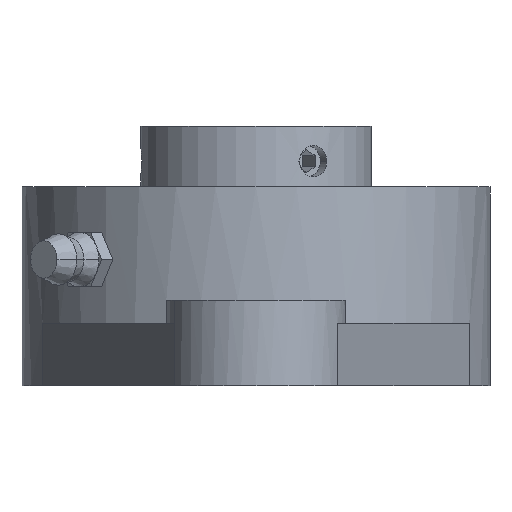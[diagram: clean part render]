
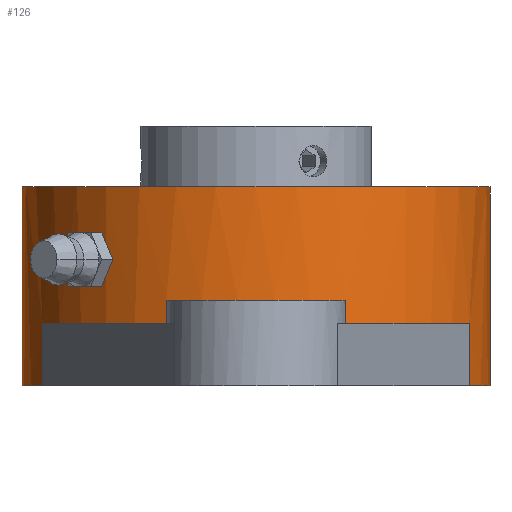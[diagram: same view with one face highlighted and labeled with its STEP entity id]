
A CAD part, left-side view. The second image highlights one B-rep face of the part: STEP entity #126.
In plain terms, the highlighted cylindrical face has radius 30 mm (diameter 60 mm), a partial arc.
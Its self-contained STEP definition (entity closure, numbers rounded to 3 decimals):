
#126 = ADVANCED_FACE( '', ( #231 ), #232, .T. );
#231 = FACE_OUTER_BOUND( '', #445, .T. );
#232 = CYLINDRICAL_SURFACE( '', #446, 30. );
#445 = EDGE_LOOP( '', ( #681, #682, #683, #684, #685, #686, #687, #688, #689, #690, #691, #692 ) );
#446 = AXIS2_PLACEMENT_3D( '', #693, #694, #695 );
#681 = ORIENTED_EDGE( '', *, *, #1466, .F. );
#682 = ORIENTED_EDGE( '', *, *, #1467, .T. );
#683 = ORIENTED_EDGE( '', *, *, #1468, .T. );
#684 = ORIENTED_EDGE( '', *, *, #1469, .T. );
#685 = ORIENTED_EDGE( '', *, *, #1470, .T. );
#686 = ORIENTED_EDGE( '', *, *, #1471, .T. );
#687 = ORIENTED_EDGE( '', *, *, #1472, .T. );
#688 = ORIENTED_EDGE( '', *, *, #1473, .T. );
#689 = ORIENTED_EDGE( '', *, *, #1474, .F. );
#690 = ORIENTED_EDGE( '', *, *, #1475, .T. );
#691 = ORIENTED_EDGE( '', *, *, #1476, .F. );
#692 = ORIENTED_EDGE( '', *, *, #1477, .F. );
#693 = CARTESIAN_POINT( '', ( 0., 0., 12.75 ) );
#694 = DIRECTION( '', ( 0., 0., -1. ) );
#695 = DIRECTION( '', ( 0., 1., 0. ) );
#1466 = EDGE_CURVE( '', #1733, #1734, #1735, .T. );
#1467 = EDGE_CURVE( '', #1733, #1736, #1737, .T. );
#1468 = EDGE_CURVE( '', #1736, #1738, #1739, .T. );
#1469 = EDGE_CURVE( '', #1738, #1740, #1741, .T. );
#1470 = EDGE_CURVE( '', #1740, #1742, #1743, .T. );
#1471 = EDGE_CURVE( '', #1742, #1744, #1745, .T. );
#1472 = EDGE_CURVE( '', #1744, #1746, #1747, .T. );
#1473 = EDGE_CURVE( '', #1746, #1748, #1749, .T. );
#1474 = EDGE_CURVE( '', #1750, #1748, #1751, .T. );
#1475 = EDGE_CURVE( '', #1750, #1752, #1753, .T. );
#1476 = EDGE_CURVE( '', #1754, #1752, #1755, .T. );
#1477 = EDGE_CURVE( '', #1734, #1754, #1756, .T. );
#1733 = VERTEX_POINT( '', #2281 );
#1734 = VERTEX_POINT( '', #2282 );
#1735 = LINE( '', #2283, #2284 );
#1736 = VERTEX_POINT( '', #2285 );
#1737 = CIRCLE( '', #2286, 30. );
#1738 = VERTEX_POINT( '', #2287 );
#1739 = LINE( '', #2288, #2289 );
#1740 = VERTEX_POINT( '', #2290 );
#1741 = CIRCLE( '', #2291, 30. );
#1742 = VERTEX_POINT( '', #2292 );
#1743 = LINE( '', #2293, #2294 );
#1744 = VERTEX_POINT( '', #2295 );
#1745 = CIRCLE( '', #2296, 30. );
#1746 = VERTEX_POINT( '', #2297 );
#1747 = LINE( '', #2298, #2299 );
#1748 = VERTEX_POINT( '', #2300 );
#1749 = CIRCLE( '', #2301, 30. );
#1750 = VERTEX_POINT( '', #2302 );
#1751 = LINE( '', #2303, #2304 );
#1752 = VERTEX_POINT( '', #2305 );
#1753 = CIRCLE( '', #2306, 30. );
#1754 = VERTEX_POINT( '', #2307 );
#1755 = LINE( '', #2308, #2309 );
#1756 = CIRCLE( '', #2310, 30. );
#2281 = CARTESIAN_POINT( '', ( 0., 30., 0. ) );
#2282 = CARTESIAN_POINT( '', ( 0., 30., 25.5 ) );
#2283 = CARTESIAN_POINT( '', ( 0., 30., 12.75 ) );
#2284 = VECTOR( '', #2949, 1. );
#2285 = CARTESIAN_POINT( '', ( -12.333, 27.348, 0. ) );
#2286 = AXIS2_PLACEMENT_3D( '', #2950, #2951, #2952 );
#2287 = CARTESIAN_POINT( '', ( -12.333, 27.348, 8. ) );
#2288 = CARTESIAN_POINT( '', ( -12.333, 27.348, 4. ) );
#2289 = VECTOR( '', #2953, 1. );
#2290 = CARTESIAN_POINT( '', ( -27.708, 11.5, 8. ) );
#2291 = AXIS2_PLACEMENT_3D( '', #2954, #2955, #2956 );
#2292 = CARTESIAN_POINT( '', ( -27.708, 11.5, 11. ) );
#2293 = CARTESIAN_POINT( '', ( -27.708, 11.5, 5.5 ) );
#2294 = VECTOR( '', #2957, 1. );
#2295 = CARTESIAN_POINT( '', ( -27.708, -11.5, 11. ) );
#2296 = AXIS2_PLACEMENT_3D( '', #2958, #2959, #2960 );
#2297 = CARTESIAN_POINT( '', ( -27.708, -11.5, 8. ) );
#2298 = CARTESIAN_POINT( '', ( -27.708, -11.5, 5.5 ) );
#2299 = VECTOR( '', #2961, 1. );
#2300 = CARTESIAN_POINT( '', ( -12.333, -27.348, 8. ) );
#2301 = AXIS2_PLACEMENT_3D( '', #2962, #2963, #2964 );
#2302 = CARTESIAN_POINT( '', ( -12.333, -27.348, 0. ) );
#2303 = CARTESIAN_POINT( '', ( -12.333, -27.348, 4. ) );
#2304 = VECTOR( '', #2965, 1. );
#2305 = CARTESIAN_POINT( '', ( 0., -30., 0. ) );
#2306 = AXIS2_PLACEMENT_3D( '', #2966, #2967, #2968 );
#2307 = CARTESIAN_POINT( '', ( 0., -30., 25.5 ) );
#2308 = CARTESIAN_POINT( '', ( 0., -30., 12.75 ) );
#2309 = VECTOR( '', #2969, 1. );
#2310 = AXIS2_PLACEMENT_3D( '', #2970, #2971, #2972 );
#2949 = DIRECTION( '', ( 0., 0., 1. ) );
#2950 = CARTESIAN_POINT( '', ( 0., 0., 0. ) );
#2951 = DIRECTION( '', ( 0., 0., 1. ) );
#2952 = DIRECTION( '', ( 0., 1., 0. ) );
#2953 = DIRECTION( '', ( 0., 0., 1. ) );
#2954 = CARTESIAN_POINT( '', ( 0., 0., 8. ) );
#2955 = DIRECTION( '', ( 0., 0., 1. ) );
#2956 = DIRECTION( '', ( 0., 1., 0. ) );
#2957 = DIRECTION( '', ( 0., 0., 1. ) );
#2958 = CARTESIAN_POINT( '', ( 0., 0., 11. ) );
#2959 = DIRECTION( '', ( 0., 0., 1. ) );
#2960 = DIRECTION( '', ( 0., 1., 0. ) );
#2961 = DIRECTION( '', ( 0., 0., -1. ) );
#2962 = CARTESIAN_POINT( '', ( 0., 0., 8. ) );
#2963 = DIRECTION( '', ( 0., 0., 1. ) );
#2964 = DIRECTION( '', ( 0., 1., 0. ) );
#2965 = DIRECTION( '', ( 0., 0., 1. ) );
#2966 = CARTESIAN_POINT( '', ( 0., 0., 0. ) );
#2967 = DIRECTION( '', ( 0., 0., 1. ) );
#2968 = DIRECTION( '', ( 0., 1., 0. ) );
#2969 = DIRECTION( '', ( 0., 0., -1. ) );
#2970 = CARTESIAN_POINT( '', ( 0., 0., 25.5 ) );
#2971 = DIRECTION( '', ( 0., 0., 1. ) );
#2972 = DIRECTION( '', ( 0., 1., 0. ) );
